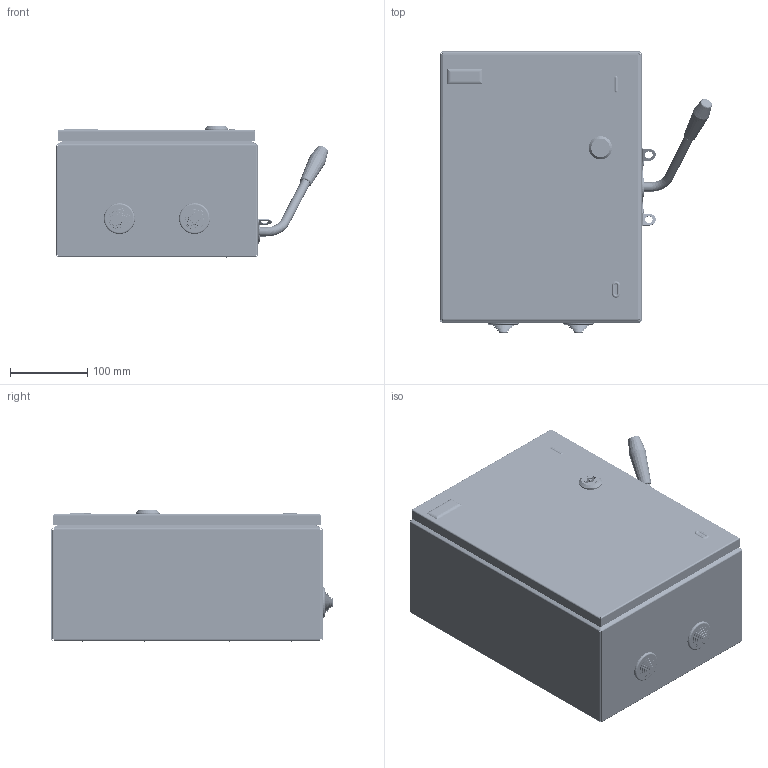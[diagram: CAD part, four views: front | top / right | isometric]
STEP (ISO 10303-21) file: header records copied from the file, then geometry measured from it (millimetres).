
FILE_DESCRIPTION (( 'STEP AP214' ), '1' );
FILE_NAME ('U7002112 ßÁÏÂÓ-100-IP54-Ó3-004 Óçîëà(700.000.033-01).STEP', '2025-06-23T07:22:27', ( '' ), ( '' ), 'SwSTEP 2.0', 'SolidWorks 2017', '' );
FILE_SCHEMA (( 'AUTOMOTIVE_DESIGN' ));
Length unit declared in the file: millimetre
Products named in the file (69): 025-29  Ïëàíêà êîíòàêòà (Ðóá100)_00; 038-24 昢膼瘔膻嬅00; 041-05  ﾏﾐﾓﾆﾈﾍﾀ ﾐﾀﾑﾒ 0.7ﾕ8ﾕ47_00; 028-06 Ðû÷àã (Ðóá-100)_00; 046-01 青汶篪赅_00; U7002112 ßÁÏÂÓ-100-IP54-Ó3-004 Óçîëà(700.000.033-01); Øïëèíò_397_3,2å40; 嵑殧趌6402_5; 046-04 青汶篪赅 忖钿郷20_1; 嵑殧趌11371_5; 椷摠樦趌00; 043-60 Êîíòàêò 100À_01; 鍔錓_7798_M6x20; 鎔艜_17473_M5x8; 扻豵鵨_п-1; 028-16 栴鍕趌00; 嵑殧趌11371_12; 042-07 Ýòèêåòêà Ðóá-100-Ó3_01; 000.107.015  Êàðêàñ 260Í-160-(ÐÓÁ100-Ó3)_00; Çàêëåïêà_4.8å10; 041-01  Ïðóæèíà-êîëüöî 2.5õ29.4 (Ðóá100)_00; 鎔艜_17473_M4x10; 橡邃铛疣龛蝈朦 贤2_1_弽2-100; 004-34  Ñòåíêà ÁË ÙÐÍÌ2-160õ350_00; Øïëèíò_397_2,0å16; 041-04  ﾏﾐﾓﾆﾈﾍﾀ ﾐﾀﾑﾒ1.2ﾕ8ﾕ77_00; 026-26 赶鎀鍧_00; 037-12 毳罻 櫇襛醂00; 028-29 Òÿãà-óïîð Z-îáð 2õ20õ82 Ðóá100_00; 018-22  Ýêðàí çàùèòíûé_00; 000.207.001  Äâåðêà ñá Ðóá-100-Ó3_00; Çàêëåïêà_6å10 áâ-áâ; 022-28 Ïàòðîíîäåðæàòåëü À144; 025-37 Ïëàíêà ïðåäîõð. (Ðóá-100)_00; 000.900.055 岭铌 镳邃铛疣龛蝈朦-恹觌囹咫黖00; 000.300.030 咍鐍_00; 蹴濋趌5927_M5; 000.210.037  ﾎ魵瑙韃 葢 ﾐ100-ﾓ3_00; 蹴濋趌5915_M6; 025-38 Ïëàíêà (Ðóá-100)_00 ...
Assembly tree (180 placements, depth 4):
  U7002112 ßÁÏÂÓ-100-IP54-Ó3-004 Óçîëà(700.000.033-01)
    000.107.015  Êàðêàñ 260Í-160-(ÐÓÁ100-Ó3)_00
      008-20  栺樇罻 珆 (棞迒2)_00
      028-16 栴鍕趌00  x2
      026-26 赶鎀鍧_00
      004-34  Ñòåíêà ÁË ÙÐÍÌ2-160õ350_00
      005-31 Ñòåíêà ÁÏ (Ðóá-100)_00
      Øïèëüêà ðåçüáîâàÿ Ì6_Œ6å20  x5
    000.207.001  Äâåðêà ñá Ðóá-100-Ó3_00
      000.210.037  ﾎ魵瑙韃 葢 ﾐ100-ﾓ3_00
        026-56 赶鎀鍧_00  x2
        012-53  Ïàíåëü äâåðè (Ðóá100)_00
        047-02 Âèëêà ÄÂ Ðóá100_00
      ﾇ瑟鶴 ﾇﾘ-1 (ﾟﾇﾘﾂ.0_L45)_00
        扻豵鵨_п-1
        ч瀁禬п-1_00
        嵑殧趌11371_6
        鎔艜_17473_M6x12
      Óïëîòíèòåëü ÏÏÓ ßÁÏÂÓ-100_00
      椷摠樦趌00
    037-12 毳罻 櫇襛醂00  x2
    042-07 Ýòèêåòêà Ðóá-100-Ó3_01
    鎔艜_17473_M5x8  x2
    嵑殧趌11371_5  x2
    嵑殧趌6402_5  x2
    Øïëèíò_397_3,2å40  x2
    046-01 青汶篪赅_00
    000.900.055 岭铌 镳邃铛疣龛蝈朦-恹觌囹咫黖00
      038-24 昢膼瘔膻嬅00
      000.301.007 哫欑粿00
        028-06 Ðû÷àã (Ðóá-100)_00
        028-31 ﾒ聰 聰 (ﾐ-100)_00
        028-32 ﾒ聰 聰 (ﾐ-100)_00
      000.300.038  鍛鍧 膰艜魛襜槂01  x2
        022-09  Èçîëÿòîð êîíòàêòîâ (Ðóá100)_00
        025-29  Ïëàíêà êîíòàêòà (Ðóá100)_00
        043-60 Êîíòàêò 100À_01
        嵑殧趌11371_6
        嵑殧趌6402_6
        鍔錓_7798_M6x20
        嵑殧趌11371_5
        嵑殧趌6402_5
        鎔艜_17473_M5x16
        蹴濋趌5927_M5
        041-01  Ïðóæèíà-êîëüöî 2.5õ29.4 (Ðóá100)_00
      鎔艜_17473_M5x16  x4
      嵑殧趌11371_5  x6
      嵑殧趌6402_5  x4
      蹴濋趌5915_M5  x4
      000.300.030 咍鐍_00
        022-28 Ïàòðîíîäåðæàòåëü À144
        025-37 Ïëàíêà ïðåäîõð. (Ðóá-100)_00  x3
        025-38 Ïëàíêà (Ðóá-100)_00  x3
        028-14 Ñêîáà ïðåäîõð (Ðóá)_00  x3
        鎔艜_17473_M4x10  x12
        蹴濋趌5915_M4  x12
      嵑殧趌11371_12  x2
      Øïëèíò_397_2,0å16  x2
      028-29 Òÿãà-óïîð Z-îáð 2õ20õ82 Ðóá100_00
      嵑殧趌11371_6  x2
Bounding box: 350.75 x 362.8 x 169.43 mm (x, y, z)
Volume: 1182316.6 mm3; surface area: 1432006.4 mm2
Topology: 213 solids, 214 shells, 7921 faces, 20099 edges, 12951 vertices
Faces by surface type: plane 3439, cylinder 2273, torus 1023, bspline 998, sphere 108, cone 80
Entity records: 233886 total; most frequent: CARTESIAN_POINT 86844, ORIENTED_EDGE 30454, DIRECTION 29158, EDGE_CURVE 15227, AXIS2_PLACEMENT_3D 10846, VERTEX_POINT 9904, LINE 7466, VECTOR 7466
